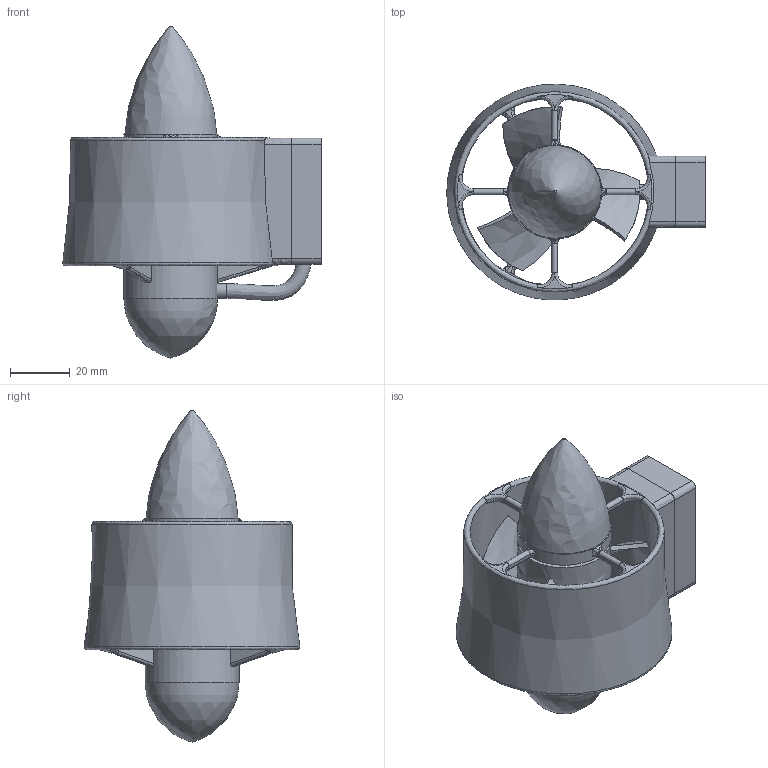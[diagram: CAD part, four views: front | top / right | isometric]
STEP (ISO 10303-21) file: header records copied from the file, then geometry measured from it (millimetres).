
FILE_DESCRIPTION(('FreeCAD Model'),'2;1');
FILE_NAME('Open CASCADE Shape Model','2025-05-03T11:16:40',('FreeCAD'),( 'FreeCAD'),'Open CASCADE STEP processor 7.6','FreeCAD','Unknown');
FILE_SCHEMA(('AUTOMOTIVE_DESIGN { 1 0 10303 214 1 1 1 1 }'));
Products named in the file (1): Open CASCADE STEP translator 7.6 1
Bounding box: 86.75 x 72.41 x 111.43 mm (x, y, z)
Volume: 84939.3 mm3; surface area: 56116.8 mm2
Topology: 13 solids, 13 shells, 1945 faces, 4829 edges, 2933 vertices
Faces by surface type: bspline 1945
Entity records: 105253 total; most frequent: CARTESIAN_POINT 77011, ORIENTED_EDGE 9652, EDGE_CURVE 4826, B_SPLINE_CURVE_WITH_KNOTS 3529, VERTEX_POINT 2933, FACE_BOUND 2001, EDGE_LOOP 2001, ADVANCED_FACE 1945
